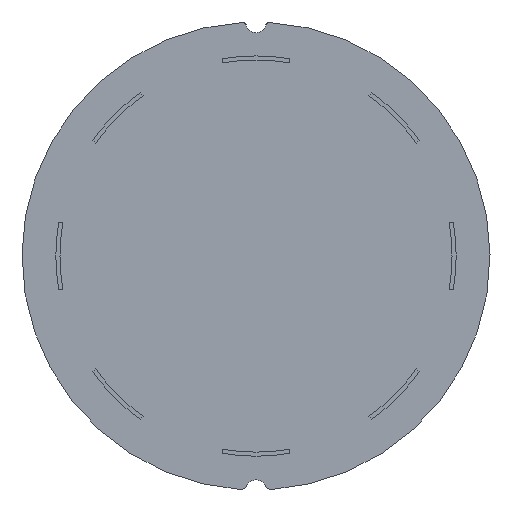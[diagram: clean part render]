
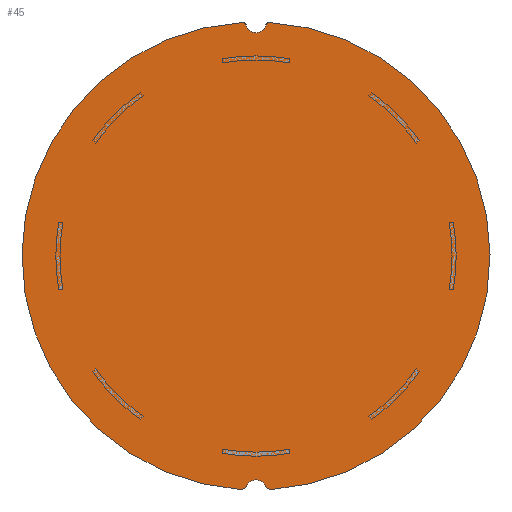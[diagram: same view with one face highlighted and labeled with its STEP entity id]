
A CAD part, front view. The second image highlights one B-rep face of the part: STEP entity #45.
In plain terms, the highlighted planar face has unit normal (0, -1, 0).
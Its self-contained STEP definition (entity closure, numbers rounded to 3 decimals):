
#2 = DIRECTION ( 'NONE',  ( 0., 0., 1. ) ) ;
#45 = ADVANCED_FACE ( 'NONE', ( #922 ), #1335, .F. ) ;
#49 = CIRCLE ( 'NONE', #624, 34.5 ) ;
#52 = CARTESIAN_POINT ( 'NONE',  ( 0., 0., 32.946 ) ) ;
#82 = DIRECTION ( 'NONE',  ( 0., 0., 1. ) ) ;
#105 = AXIS2_PLACEMENT_3D ( 'NONE', #2303, #1909, #2 ) ;
#165 = CARTESIAN_POINT ( 'NONE',  ( -1.964, 0., 34.442 ) ) ;
#169 = EDGE_CURVE ( 'NONE', #1732, #1606, #900, .T. ) ;
#181 = AXIS2_PLACEMENT_3D ( 'NONE', #1855, #1902, #1513 ) ;
#187 = CIRCLE ( 'NONE', #1638, 1. ) ;
#257 = VERTEX_POINT ( 'NONE', #1817 ) ;
#261 = CARTESIAN_POINT ( 'NONE',  ( 2.257, 0., -34.426 ) ) ;
#284 = CARTESIAN_POINT ( 'NONE',  ( 1.936, 0., 33.943 ) ) ;
#306 = EDGE_CURVE ( 'NONE', #375, #2261, #829, .T. ) ;
#315 = CARTESIAN_POINT ( 'NONE',  ( 0., 0., 34.446 ) ) ;
#325 = CARTESIAN_POINT ( 'NONE',  ( 0., 0., -0.002 ) ) ;
#331 = AXIS2_PLACEMENT_3D ( 'NONE', #2113, #969, #953 ) ;
#355 = CARTESIAN_POINT ( 'NONE',  ( 1.354, 0., -33.856 ) ) ;
#365 = CARTESIAN_POINT ( 'NONE',  ( -2.257, 0., -34.426 ) ) ;
#375 = VERTEX_POINT ( 'NONE', #355 ) ;
#397 = VERTEX_POINT ( 'NONE', #365 ) ;
#425 = DIRECTION ( 'NONE',  ( 0., 0., 1. ) ) ;
#434 = EDGE_CURVE ( 'NONE', #1606, #1491, #1139, .T. ) ;
#462 = CIRCLE ( 'NONE', #181, 1. ) ;
#475 = ORIENTED_EDGE ( 'NONE', *, *, #306, .T. ) ;
#527 = DIRECTION ( 'NONE',  ( 0., 0., 1. ) ) ;
#542 = CIRCLE ( 'NONE', #670, 0.5 ) ;
#624 = AXIS2_PLACEMENT_3D ( 'NONE', #325, #1500, #1318 ) ;
#668 = EDGE_CURVE ( 'NONE', #257, #1922, #49, .T. ) ;
#670 = AXIS2_PLACEMENT_3D ( 'NONE', #284, #849, #2198 ) ;
#672 = CIRCLE ( 'NONE', #2408, 34.5 ) ;
#729 = CARTESIAN_POINT ( 'NONE',  ( 2.257, 0., -33.426 ) ) ;
#748 = DIRECTION ( 'NONE',  ( 0., -1., 0. ) ) ;
#774 = EDGE_CURVE ( 'NONE', #1903, #375, #1263, .T. ) ;
#829 = CIRCLE ( 'NONE', #1224, 1. ) ;
#849 = DIRECTION ( 'NONE',  ( 0., 1., 0. ) ) ;
#856 = DIRECTION ( 'NONE',  ( 0., 1., 0. ) ) ;
#887 = ORIENTED_EDGE ( 'NONE', *, *, #2385, .T. ) ;
#900 = CIRCLE ( 'NONE', #2199, 1.5 ) ;
#922 = FACE_OUTER_BOUND ( 'NONE', #1063, .T. ) ;
#953 = DIRECTION ( 'NONE',  ( 0., 0., 1. ) ) ;
#969 = DIRECTION ( 'NONE',  ( 0., 1., 0. ) ) ;
#1063 = EDGE_LOOP ( 'NONE', ( #887, #2015, #2277, #1950, #2471, #475, #1552, #1593, #1384, #1671, #1725 ) ) ;
#1108 = DIRECTION ( 'NONE',  ( 0., 1., 0. ) ) ;
#1139 = CIRCLE ( 'NONE', #1859, 1.5 ) ;
#1199 = CIRCLE ( 'NONE', #105, 0.5 ) ;
#1219 = CARTESIAN_POINT ( 'NONE',  ( 1.452, 0., 34.069 ) ) ;
#1224 = AXIS2_PLACEMENT_3D ( 'NONE', #729, #1809, #82 ) ;
#1255 = DIRECTION ( 'NONE',  ( 0., 1., 0. ) ) ;
#1262 = VERTEX_POINT ( 'NONE', #2167 ) ;
#1263 = CIRCLE ( 'NONE', #331, 1.5 ) ;
#1318 = DIRECTION ( 'NONE',  ( 0., 0., 1. ) ) ;
#1328 = CARTESIAN_POINT ( 'NONE',  ( 2.257, 0., -33.426 ) ) ;
#1335 = PLANE ( 'NONE',  #2427 ) ;
#1384 = ORIENTED_EDGE ( 'NONE', *, *, #1700, .F. ) ;
#1399 = AXIS2_PLACEMENT_3D ( 'NONE', #2036, #856, #1782 ) ;
#1445 = EDGE_CURVE ( 'NONE', #1903, #397, #462, .T. ) ;
#1447 = CARTESIAN_POINT ( 'NONE',  ( 0., 0., -0.002 ) ) ;
#1469 = CARTESIAN_POINT ( 'NONE',  ( -1.354, 0., -33.856 ) ) ;
#1491 = VERTEX_POINT ( 'NONE', #2297 ) ;
#1500 = DIRECTION ( 'NONE',  ( 0., 1., 0. ) ) ;
#1513 = DIRECTION ( 'NONE',  ( 0., 0., 1. ) ) ;
#1531 = VERTEX_POINT ( 'NONE', #2322 ) ;
#1552 = ORIENTED_EDGE ( 'NONE', *, *, #2298, .T. ) ;
#1593 = ORIENTED_EDGE ( 'NONE', *, *, #1768, .F. ) ;
#1606 = VERTEX_POINT ( 'NONE', #52 ) ;
#1638 = AXIS2_PLACEMENT_3D ( 'NONE', #1328, #748, #2086 ) ;
#1671 = ORIENTED_EDGE ( 'NONE', *, *, #169, .T. ) ;
#1700 = EDGE_CURVE ( 'NONE', #1732, #1531, #542, .T. ) ;
#1725 = ORIENTED_EDGE ( 'NONE', *, *, #434, .T. ) ;
#1732 = VERTEX_POINT ( 'NONE', #1219 ) ;
#1768 = EDGE_CURVE ( 'NONE', #1531, #1262, #672, .T. ) ;
#1777 = DIRECTION ( 'NONE',  ( 0., 1., 0. ) ) ;
#1782 = DIRECTION ( 'NONE',  ( 0., 0., 1. ) ) ;
#1809 = DIRECTION ( 'NONE',  ( 0., -1., 0. ) ) ;
#1817 = CARTESIAN_POINT ( 'NONE',  ( -2.324, 0., -34.424 ) ) ;
#1855 = CARTESIAN_POINT ( 'NONE',  ( -2.257, 0., -33.426 ) ) ;
#1859 = AXIS2_PLACEMENT_3D ( 'NONE', #315, #2053, #2063 ) ;
#1902 = DIRECTION ( 'NONE',  ( 0., 1., 0. ) ) ;
#1903 = VERTEX_POINT ( 'NONE', #1469 ) ;
#1909 = DIRECTION ( 'NONE',  ( 0., -1., 0. ) ) ;
#1922 = VERTEX_POINT ( 'NONE', #165 ) ;
#1950 = ORIENTED_EDGE ( 'NONE', *, *, #1445, .F. ) ;
#2015 = ORIENTED_EDGE ( 'NONE', *, *, #668, .F. ) ;
#2036 = CARTESIAN_POINT ( 'NONE',  ( -2.257, 0., -33.426 ) ) ;
#2053 = DIRECTION ( 'NONE',  ( 0., 1., 0. ) ) ;
#2063 = DIRECTION ( 'NONE',  ( 0., 0., 1. ) ) ;
#2083 = CIRCLE ( 'NONE', #1399, 1. ) ;
#2086 = DIRECTION ( 'NONE',  ( 0., 0., 1. ) ) ;
#2113 = CARTESIAN_POINT ( 'NONE',  ( 0., 0., -34.502 ) ) ;
#2166 = CARTESIAN_POINT ( 'NONE',  ( 0., 0., 34.446 ) ) ;
#2167 = CARTESIAN_POINT ( 'NONE',  ( 2.324, 0., -34.424 ) ) ;
#2175 = EDGE_CURVE ( 'NONE', #397, #257, #2083, .T. ) ;
#2198 = DIRECTION ( 'NONE',  ( 0., 0., 1. ) ) ;
#2199 = AXIS2_PLACEMENT_3D ( 'NONE', #2166, #1777, #425 ) ;
#2261 = VERTEX_POINT ( 'NONE', #261 ) ;
#2269 = CARTESIAN_POINT ( 'NONE',  ( 0., 0., 0. ) ) ;
#2277 = ORIENTED_EDGE ( 'NONE', *, *, #2175, .F. ) ;
#2297 = CARTESIAN_POINT ( 'NONE',  ( -1.452, 0., 34.069 ) ) ;
#2298 = EDGE_CURVE ( 'NONE', #2261, #1262, #187, .T. ) ;
#2303 = CARTESIAN_POINT ( 'NONE',  ( -1.936, 0., 33.943 ) ) ;
#2322 = CARTESIAN_POINT ( 'NONE',  ( 1.964, 0., 34.442 ) ) ;
#2385 = EDGE_CURVE ( 'NONE', #1491, #1922, #1199, .T. ) ;
#2408 = AXIS2_PLACEMENT_3D ( 'NONE', #1447, #1255, #2421 ) ;
#2421 = DIRECTION ( 'NONE',  ( 0., 0., 1. ) ) ;
#2427 = AXIS2_PLACEMENT_3D ( 'NONE', #2269, #1108, #527 ) ;
#2471 = ORIENTED_EDGE ( 'NONE', *, *, #774, .T. ) ;
